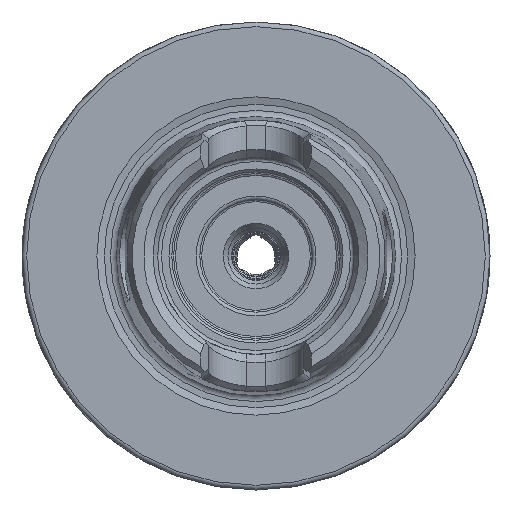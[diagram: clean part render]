
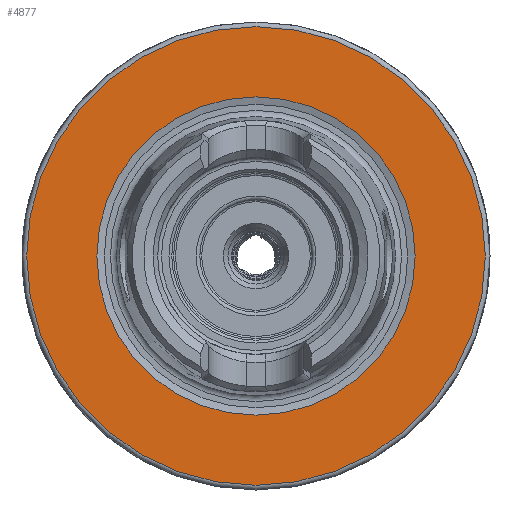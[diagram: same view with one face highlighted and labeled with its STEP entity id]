
A CAD part, left-side view. The second image highlights one B-rep face of the part: STEP entity #4877.
In plain terms, the highlighted planar face has unit normal (-1, 0, 0).
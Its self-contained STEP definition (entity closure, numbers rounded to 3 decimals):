
#4843=CARTESIAN_POINT('',(0.0,17.,0.0));
#4844=VERTEX_POINT('',#4843);
#4845=CARTESIAN_POINT('',(0.0,0.0,0.0));
#4846=DIRECTION('',(1.0,0.0,0.0));
#4847=DIRECTION('',(0.0,1.0,0.0));
#4848=AXIS2_PLACEMENT_3D('',#4845,#4846,#4847);
#4849=CIRCLE('',#4848,17.);
#4850=EDGE_CURVE('',#4844,#4844,#4849,.T.);
#4858=CARTESIAN_POINT('',(0.0,20.75,0.0));
#4859=DIRECTION('',(-1.0,0.0,0.0));
#4860=DIRECTION('',(0.0,0.0,1.0));
#4861=AXIS2_PLACEMENT_3D('',#4858,#4859,#4860);
#4862=PLANE('',#4861);
#4863=CARTESIAN_POINT('',(0.0,24.5,0.0));
#4864=VERTEX_POINT('',#4863);
#4865=CARTESIAN_POINT('',(0.0,0.0,0.0));
#4866=DIRECTION('',(1.0,0.0,0.0));
#4867=DIRECTION('',(0.0,1.0,0.0));
#4868=AXIS2_PLACEMENT_3D('',#4865,#4866,#4867);
#4869=CIRCLE('',#4868,24.5);
#4870=EDGE_CURVE('',#4864,#4864,#4869,.T.);
#4871=ORIENTED_EDGE('',*,*,#4870,.F.);
#4872=EDGE_LOOP('',(#4871));
#4873=FACE_OUTER_BOUND('',#4872,.T.);
#4874=ORIENTED_EDGE('',*,*,#4850,.T.);
#4875=EDGE_LOOP('',(#4874));
#4876=FACE_BOUND('',#4875,.T.);
#4877=ADVANCED_FACE('',(#4873,#4876),#4862,.T.);
